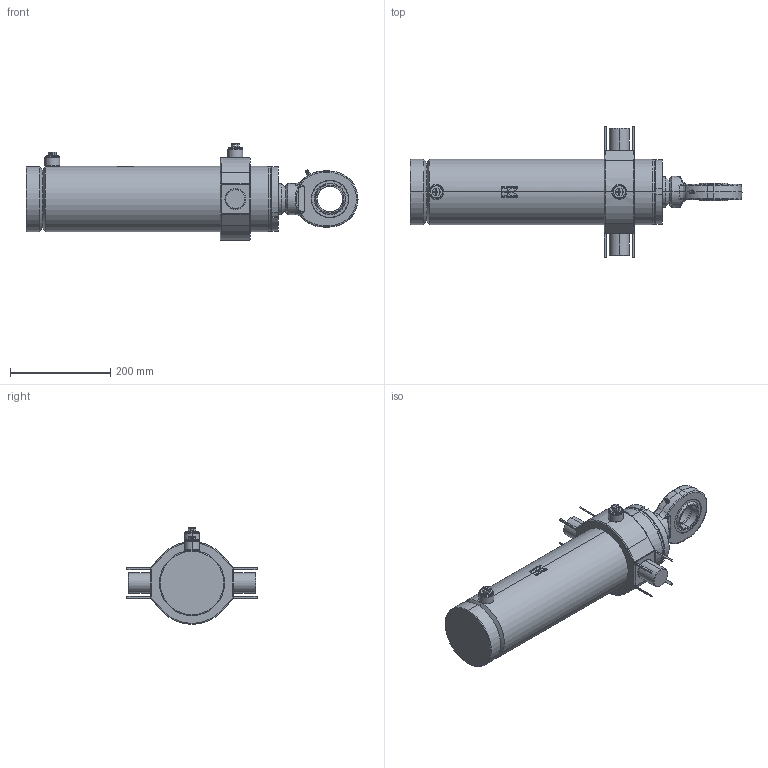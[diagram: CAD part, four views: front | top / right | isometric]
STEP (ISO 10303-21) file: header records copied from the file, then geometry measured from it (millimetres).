
FILE_DESCRIPTION (( 'STEP AP214' ), '1' );
FILE_NAME ('CFGCY0066031-Cylinder.step', '2024-05-06T04:59:24', ( 'Kramp IT' ), ( 'Kramp' ), 'SwSTEP 2.0', 'SolidWorks 2021', '' );
FILE_SCHEMA (( 'AUTOMOTIVE_DESIGN' ));
Length unit declared in the file: millimetre
Products named in the file (19): GK50DO; Rod_Simplified; CFGCY0066031-Cylinder; TRUNNION; Rod-WA_Simplified; DS3911001A; Tube_Simplified; DS2911004VM_Simplified; GK50DO-RD; Tube-MA_Simplified; LSN08E; ATT-NONE; DS3911013060_Simplified; Tube-WA_Simplified; MATE-AID; DS2911004_Simplified; DS2911013060VM_Simplified; SP08M
Assembly tree (18 placements, depth 4):
  CFGCY0066031-Cylinder
    Tube-WA_Simplified
      Tube-MA_Simplified
        Tube_Simplified
        LSN08E
        TRUNNION
      LSN08E
      DS3911001A
        DS3911001A
    Rod-WA_Simplified
      Rod_Simplified
      GK50DO-RD
        GK50DO
    DS2911013060VM_Simplified
      DS3911013060_Simplified
    DS2911004VM_Simplified
      DS2911004_Simplified
    SP08M  x2
  ATT-NONE
  MATE-AID
Bounding box: 663 x 260 x 193 mm (x, y, z)
Volume: 5665266.5 mm3; surface area: 766180 mm2
Topology: 15 solids, 15 shells, 548 faces, 1309 edges, 811 vertices
Faces by surface type: cylinder 184, plane 183, cone 93, bspline 58, torus 30
Entity records: 24104 total; most frequent: CARTESIAN_POINT 9922, DIRECTION 2268, ORIENTED_EDGE 2210, EDGE_CURVE 1105, AXIS2_PLACEMENT_3D 901, VERTEX_POINT 689, EDGE_LOOP 520, VECTOR 466
